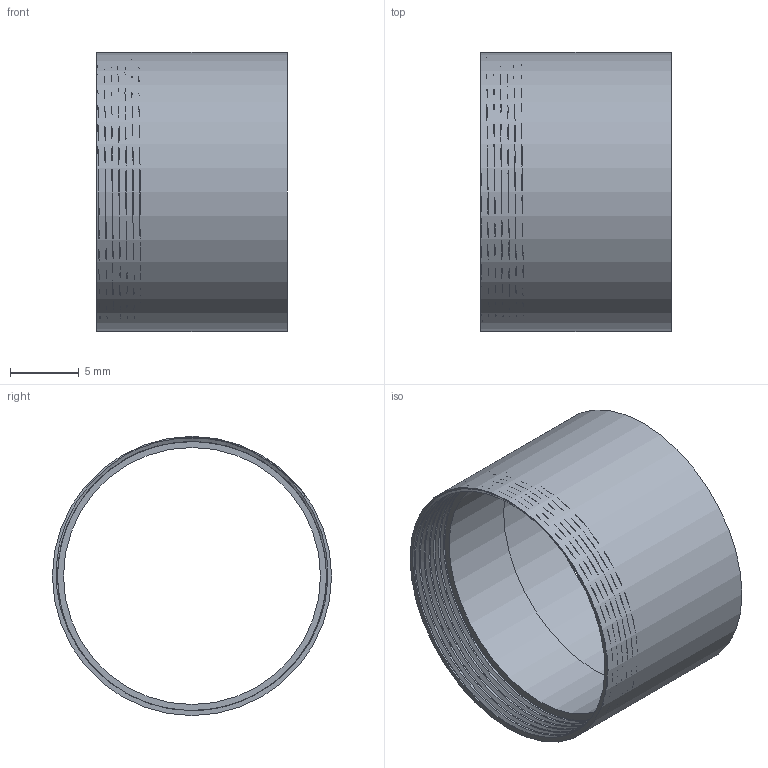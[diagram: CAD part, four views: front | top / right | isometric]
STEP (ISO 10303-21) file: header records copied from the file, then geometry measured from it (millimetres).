
FILE_DESCRIPTION(/* description */ (''),/* implementation_level */ '2;1');
FILE_NAME(/* name */ 'END CUP METAL.step',/* time_stamp */ '2020-10-12T11:49:36+02:00',/* author */ (''),/* organization */ (''),/* preprocessor_version */ 'ST-DEVELOPER v18.1',/* originating_system */ 'Autodesk Translation Framework v9.3.0.1241',/* authorisation */ '');
FILE_SCHEMA (('AUTOMOTIVE_DESIGN { 1 0 10303 214 3 1 1 }'));
Length unit declared in the file: millimetre
Products named in the file (1): Pièce à main V15
Bounding box: 13.8 x 20.25 x 20.25 mm (x, y, z)
Volume: 447.6 mm3; surface area: 1939.1 mm2
Topology: 1 solids, 1 shells, 24 faces, 60 edges, 40 vertices
Faces by surface type: cylinder 18, plane 4, bspline 2
Full cylindrical faces by diameter (mm): 18.65 x1, 19.45 x1, 19.529 x5, 20.096 x6, 20.25 x1
Entity records: 2666 total; most frequent: CARTESIAN_POINT 2041, ORIENTED_EDGE 120, DIRECTION 82, EDGE_CURVE 60, VERTEX_POINT 40, B_SPLINE_CURVE_WITH_KNOTS 34, AXIS2_PLACEMENT_3D 33, EDGE_LOOP 28
